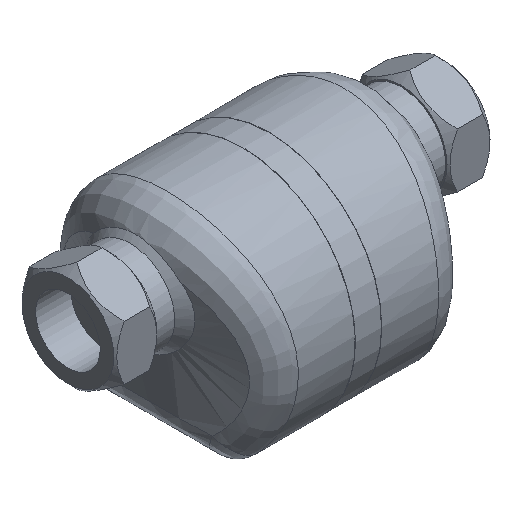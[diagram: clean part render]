
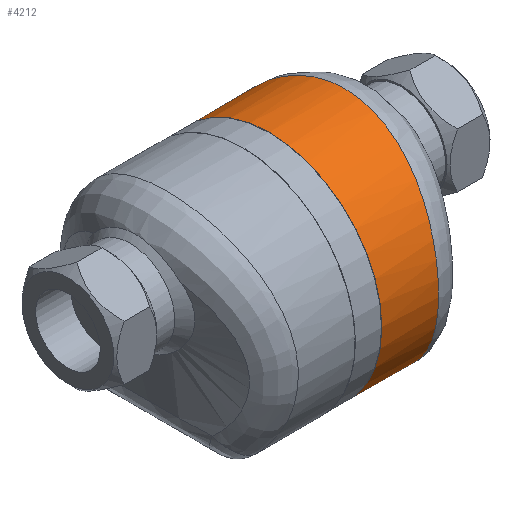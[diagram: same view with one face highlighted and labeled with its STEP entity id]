
A CAD part, isometric view. The second image highlights one B-rep face of the part: STEP entity #4212.
In plain terms, the highlighted cylindrical face has radius 38 mm (diameter 76 mm), a full revolution.
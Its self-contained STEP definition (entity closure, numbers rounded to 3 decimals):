
#2281=CARTESIAN_POINT('',(19.154,38.,-0.041));
#2282=VERTEX_POINT('',#2281);
#2290=CARTESIAN_POINT('',(22.465,-26.669,-27.069));
#2291=VERTEX_POINT('',#2290);
#2292=CARTESIAN_POINT('',(19.154,38.,-0.041));
#2293=CARTESIAN_POINT('',(19.153,38.002,1.772));
#2294=CARTESIAN_POINT('',(19.222,37.808,4.494));
#2295=CARTESIAN_POINT('',(19.442,37.177,8.015));
#2296=CARTESIAN_POINT('',(19.667,36.517,10.626));
#2297=CARTESIAN_POINT('',(19.948,35.674,13.181));
#2298=CARTESIAN_POINT('',(20.276,34.656,15.663));
#2299=CARTESIAN_POINT('',(20.582,33.671,17.653));
#2300=CARTESIAN_POINT('',(20.842,32.806,19.192));
#2301=CARTESIAN_POINT('',(21.331,31.135,21.939));
#2302=CARTESIAN_POINT('',(21.991,28.705,25.095));
#2303=CARTESIAN_POINT('',(22.777,25.343,28.387));
#2304=CARTESIAN_POINT('',(23.252,23.069,30.236));
#2305=CARTESIAN_POINT('',(23.612,21.157,31.582));
#2306=CARTESIAN_POINT('',(23.96,19.169,32.848));
#2307=CARTESIAN_POINT('',(24.364,16.562,34.263));
#2308=CARTESIAN_POINT('',(24.71,13.821,35.433));
#2309=CARTESIAN_POINT('',(24.945,11.568,36.211));
#2310=CARTESIAN_POINT('',(25.15,9.288,36.881));
#2311=CARTESIAN_POINT('',(25.349,6.359,37.522));
#2312=CARTESIAN_POINT('',(25.487,2.757,37.958));
#2313=CARTESIAN_POINT('',(25.51,-0.265,38.033));
#2314=CARTESIAN_POINT('',(25.475,-2.665,37.92));
#2315=CARTESIAN_POINT('',(25.369,-6.239,37.585));
#2316=CARTESIAN_POINT('',(25.089,-10.384,36.692));
#2317=CARTESIAN_POINT('',(24.652,-14.31,35.237));
#2318=CARTESIAN_POINT('',(24.366,-16.467,34.262));
#2319=CARTESIAN_POINT('',(23.904,-19.614,32.659));
#2320=CARTESIAN_POINT('',(23.271,-23.073,30.355));
#2321=CARTESIAN_POINT('',(22.591,-26.149,27.615));
#2322=CARTESIAN_POINT('',(22.2,-27.788,25.94));
#2323=CARTESIAN_POINT('',(21.811,-29.338,24.201));
#2324=CARTESIAN_POINT('',(21.33,-31.131,21.886));
#2325=CARTESIAN_POINT('',(20.779,-33.031,18.898));
#2326=CARTESIAN_POINT('',(20.364,-34.38,16.263));
#2327=CARTESIAN_POINT('',(20.066,-35.308,14.085));
#2328=CARTESIAN_POINT('',(19.797,-36.132,11.871));
#2329=CARTESIAN_POINT('',(19.512,-36.976,9.006));
#2330=CARTESIAN_POINT('',(19.272,-37.665,5.457));
#2331=CARTESIAN_POINT('',(19.149,-38.012,1.852));
#2332=CARTESIAN_POINT('',(19.148,-38.017,-1.741));
#2333=CARTESIAN_POINT('',(19.266,-37.681,-5.334));
#2334=CARTESIAN_POINT('',(19.538,-36.901,-9.438));
#2335=CARTESIAN_POINT('',(19.93,-35.736,-13.132));
#2336=CARTESIAN_POINT('',(20.381,-34.325,-16.376));
#2337=CARTESIAN_POINT('',(20.883,-32.687,-19.522));
#2338=CARTESIAN_POINT('',(21.444,-30.729,-22.475));
#2339=CARTESIAN_POINT('',(22.027,-28.494,-25.187));
#2340=CARTESIAN_POINT('',(22.319,-27.294,-26.454));
#2341=CARTESIAN_POINT('',(22.465,-26.669,-27.069));
#2342=B_SPLINE_CURVE_WITH_KNOTS('',3,(#2292,#2293,#2294,#2295,#2296,#2297,#2298,#2299,#2300,#2301,#2302,#2303,#2304,#2305,#2306,#2307,#2308,#2309,#2310,#2311,#2312,#2313,#2314,#2315,#2316,#2317,#2318,#2319,#2320,#2321,#2322,#2323,#2324,#2325,#2326,#2327,#2328,#2329,#2330,#2331,#2332,#2333,#2334,#2335,#2336,#2337,#2338,#2339,#2340,#2341),.UNSPECIFIED.,.F.,.U.,(4,1,1,1,1,1,1,1,1,1,1,1,1,1,1,1,1,1,1,1,1,1,1,1,1,1,1,1,1,1,1,1,1,1,1,1,1,1,1,1,1,1,1,1,1,1,1,4),(-25.182,-24.807,-24.619,-24.431,-24.243,-24.055,-23.868,-23.774,-23.68,-23.179,-22.928,-22.678,-22.553,-22.427,-22.177,-21.926,-21.801,-21.676,-21.426,-21.175,-20.925,-20.799,-20.674,-20.173,-19.923,-19.798,-19.672,-19.171,-18.921,-18.796,-18.671,-18.42,-18.17,-17.919,-17.794,-17.669,-17.418,-17.168,-16.917,-16.667,-16.416,-16.166,-15.79,-15.602,-15.415,-15.039,-14.851,-14.663),.UNSPECIFIED.);
#2343=EDGE_CURVE('',#2282,#2291,#2342,.T.);
#3924=CARTESIAN_POINT('',(22.465,26.669,-27.069));
#3925=VERTEX_POINT('',#3924);
#4047=CARTESIAN_POINT('',(43.479,0.0,0.));
#4048=DIRECTION('',(0.79,0.,-0.613));
#4049=DIRECTION('',(-0.613,0.0,-0.79));
#4050=AXIS2_PLACEMENT_3D('',#4047,#4048,#4049);
#4051=ELLIPSE('',#4050,48.107,38.);
#4052=EDGE_CURVE('',#2291,#3925,#4051,.T.);
#4170=CARTESIAN_POINT('',(22.465,26.669,-27.069));
#4171=CARTESIAN_POINT('',(22.229,27.679,-26.075));
#4172=CARTESIAN_POINT('',(21.752,29.588,-23.971));
#4173=CARTESIAN_POINT('',(21.177,31.666,-21.09));
#4174=CARTESIAN_POINT('',(20.749,33.121,-18.668));
#4175=CARTESIAN_POINT('',(20.344,34.448,-16.152));
#4176=CARTESIAN_POINT('',(19.892,35.852,-12.842));
#4177=CARTESIAN_POINT('',(19.546,36.875,-9.374));
#4178=CARTESIAN_POINT('',(19.347,37.451,-6.554));
#4179=CARTESIAN_POINT('',(19.237,37.765,-4.407));
#4180=CARTESIAN_POINT('',(19.169,37.956,-2.23));
#4181=CARTESIAN_POINT('',(19.154,37.999,-0.771));
#4182=CARTESIAN_POINT('',(19.154,38.,-0.041));
#4183=B_SPLINE_CURVE_WITH_KNOTS('',3,(#4170,#4171,#4172,#4173,#4174,#4175,#4176,#4177,#4178,#4179,#4180,#4181,#4182),.UNSPECIFIED.,.F.,.U.,(4,1,1,1,1,1,1,1,1,1,4),(-10.511,-10.208,-9.906,-9.755,-9.604,-9.301,-8.999,-8.848,-8.697,-8.545,-8.394),.UNSPECIFIED.);
#4184=EDGE_CURVE('',#3925,#2282,#4183,.T.);
#4191=CARTESIAN_POINT('',(18.5,0.0,0.));
#4192=DIRECTION('',(-1.0,0.0,0.));
#4193=DIRECTION('',(0.0,0.0,1.0));
#4194=AXIS2_PLACEMENT_3D('',#4191,#4192,#4193);
#4195=CYLINDRICAL_SURFACE('',#4194,38.0);
#4196=ORIENTED_EDGE('',*,*,#4052,.F.);
#4197=ORIENTED_EDGE('',*,*,#2343,.F.);
#4198=ORIENTED_EDGE('',*,*,#4184,.F.);
#4199=EDGE_LOOP('',(#4196,#4197,#4198));
#4200=FACE_OUTER_BOUND('',#4199,.T.);
#4201=CARTESIAN_POINT('',(0.0,0.0,38.0));
#4202=VERTEX_POINT('',#4201);
#4203=CARTESIAN_POINT('',(0.,0.0,0.));
#4204=DIRECTION('',(-1.0,0.0,0.0));
#4205=DIRECTION('',(0.0,0.0,1.0));
#4206=AXIS2_PLACEMENT_3D('',#4203,#4204,#4205);
#4207=CIRCLE('',#4206,38.0);
#4208=EDGE_CURVE('',#4202,#4202,#4207,.T.);
#4209=ORIENTED_EDGE('',*,*,#4208,.F.);
#4210=EDGE_LOOP('',(#4209));
#4211=FACE_BOUND('',#4210,.T.);
#4212=ADVANCED_FACE('',(#4200,#4211),#4195,.T.);
